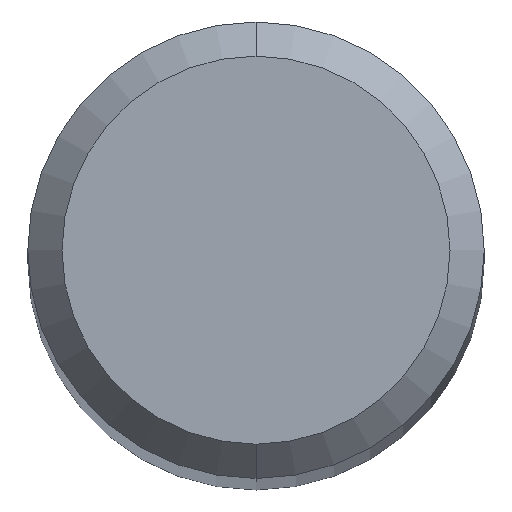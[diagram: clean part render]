
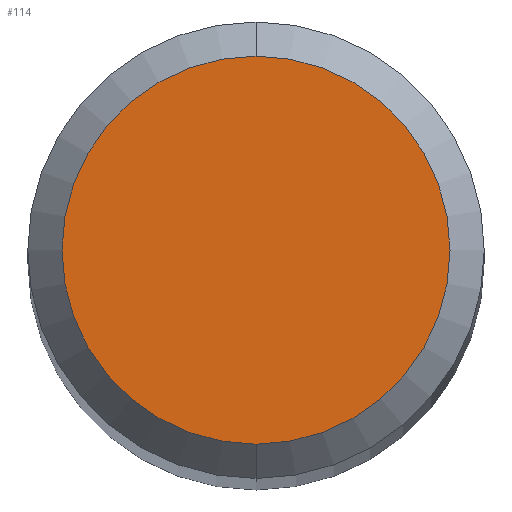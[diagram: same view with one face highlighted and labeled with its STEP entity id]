
A CAD part, top view. The second image highlights one B-rep face of the part: STEP entity #114.
In plain terms, the highlighted planar face has unit normal (0, 0, 1).
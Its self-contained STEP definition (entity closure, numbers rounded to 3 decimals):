
#110=EDGE_CURVE('',#184,#200,#257,.T.);
#114=ADVANCED_FACE('',(#261),#262,.T.);
#156=EDGE_CURVE('',#200,#184,#310,.T.);
#184=VERTEX_POINT('',#342);
#200=VERTEX_POINT('',#361);
#257=CIRCLE('',#416,1.7);
#261=FACE_OUTER_BOUND('',#422,.T.);
#262=PLANE('',#423);
#310=CIRCLE('',#484,1.7);
#342=CARTESIAN_POINT('',(0.0,1.7,0.0));
#361=CARTESIAN_POINT('',(0.,-1.7,0.0));
#416=AXIS2_PLACEMENT_3D('',#598,#599,#600);
#422=EDGE_LOOP('',(#603,#604));
#423=AXIS2_PLACEMENT_3D('',#605,#606,#607);
#484=AXIS2_PLACEMENT_3D('',#674,#675,#676);
#598=CARTESIAN_POINT('',(0.0,0.0,0.0));
#599=DIRECTION('',(0.0,0.0,-1.0));
#600=DIRECTION('',(0.0,1.0,0.0));
#603=ORIENTED_EDGE('',*,*,#110,.F.);
#604=ORIENTED_EDGE('',*,*,#156,.F.);
#605=CARTESIAN_POINT('',(0.0,0.85,0.0));
#606=DIRECTION('',(-0.0,0.0,1.0));
#607=DIRECTION('',(0.0,-1.0,0.0));
#674=CARTESIAN_POINT('',(0.0,0.0,0.0));
#675=DIRECTION('',(0.0,0.0,-1.0));
#676=DIRECTION('',(0.0,1.0,0.0));
